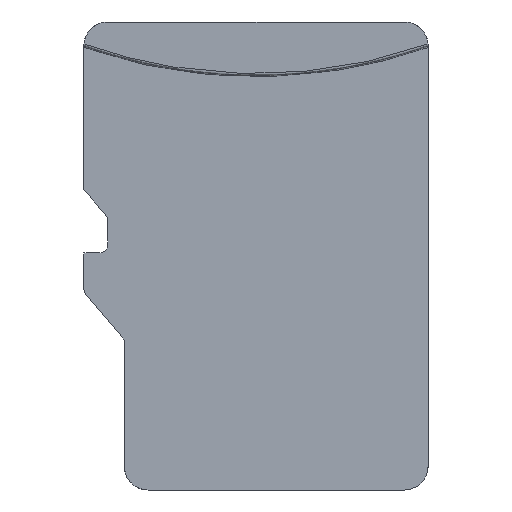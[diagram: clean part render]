
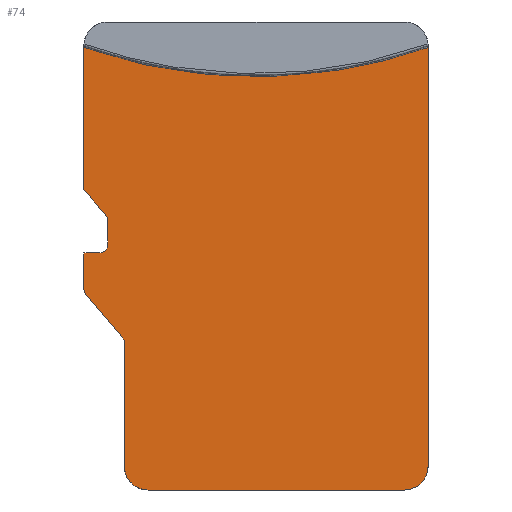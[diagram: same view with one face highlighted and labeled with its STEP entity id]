
A CAD part, front view. The second image highlights one B-rep face of the part: STEP entity #74.
In plain terms, the highlighted planar face has unit normal (0, -1, 0).
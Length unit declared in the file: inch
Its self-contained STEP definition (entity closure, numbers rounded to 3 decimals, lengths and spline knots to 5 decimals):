
#67 = ORIENTED_EDGE ( 'NONE', *, *, #1918, .T. ) ;
#74 = ADVANCED_FACE ( 'NONE', ( #813 ), #2316, .F. ) ;
#78 = CARTESIAN_POINT ( 'NONE',  ( 0.051, 0., -0.4818 ) ) ;
#87 = CARTESIAN_POINT ( 'NONE',  ( 0.435, 0., -0.2958 ) ) ;
#115 = VERTEX_POINT ( 'NONE', #157 ) ;
#123 = VERTEX_POINT ( 'NONE', #739 ) ;
#157 = CARTESIAN_POINT ( 'NONE',  ( 0., 0., -0.03212 ) ) ;
#171 = CARTESIAN_POINT ( 'NONE',  ( 0., 0., -0.03212 ) ) ;
#187 = CIRCLE ( 'NONE', #2047, 0.01 ) ;
#194 = DIRECTION ( 'NONE',  ( 0., -1., 0. ) ) ;
#202 = LINE ( 'NONE', #782, #2237 ) ;
#222 = VECTOR ( 'NONE', #2295, 39.37008 ) ;
#240 = DIRECTION ( 'NONE',  ( 0., -1., 0. ) ) ;
#247 = EDGE_CURVE ( 'NONE', #877, #989, #202, .T. ) ;
#253 = LINE ( 'NONE', #78, #1253 ) ;
#270 = DIRECTION ( 'NONE',  ( 0., 0., -1. ) ) ;
#271 = CARTESIAN_POINT ( 'NONE',  ( 0.00238, 0., -0.3448 ) ) ;
#308 = EDGE_CURVE ( 'NONE', #1976, #411, #2390, .T. ) ;
#312 = DIRECTION ( 'NONE',  ( -1., 0., 0. ) ) ;
#328 = CARTESIAN_POINT ( 'NONE',  ( 0.14215, 0., -0.08217 ) ) ;
#333 = CARTESIAN_POINT ( 'NONE',  ( 0.015, 0., -0.2295 ) ) ;
#351 = CARTESIAN_POINT ( 'NONE',  ( 0.03, 0., -0.247 ) ) ;
#397 = VERTEX_POINT ( 'NONE', #2427 ) ;
#403 = DIRECTION ( 'NONE',  ( 1., 0., 0. ) ) ;
#411 = VERTEX_POINT ( 'NONE', #756 ) ;
#420 = ORIENTED_EDGE ( 'NONE', *, *, #247, .T. ) ;
#421 = DIRECTION ( 'NONE',  ( 1., 0., 0. ) ) ;
#425 = DIRECTION ( 'NONE',  ( 0., 1., 0. ) ) ;
#443 = CARTESIAN_POINT ( 'NONE',  ( 0.03, 0., -0.2645 ) ) ;
#458 = LINE ( 'NONE', #87, #1210 ) ;
#462 = ORIENTED_EDGE ( 'NONE', *, *, #920, .T. ) ;
#488 = VERTEX_POINT ( 'NONE', #1909 ) ;
#490 = VERTEX_POINT ( 'NONE', #1143 ) ;
#514 = DIRECTION ( 'NONE',  ( 0.651, 0., -0.759 ) ) ;
#528 = VERTEX_POINT ( 'NONE', #1751 ) ;
#554 = VECTOR ( 'NONE', #514, 39.37008 ) ;
#633 = CARTESIAN_POINT ( 'NONE',  ( 0., 0., -0.5916 ) ) ;
#643 = DIRECTION ( 'NONE',  ( 1., 0., 0. ) ) ;
#682 = EDGE_CURVE ( 'NONE', #115, #1055, #2259, .T. ) ;
#695 = DIRECTION ( 'NONE',  ( 0., 0., -1. ) ) ;
#728 = CARTESIAN_POINT ( 'NONE',  ( 0.435, 0., -0.03212 ) ) ;
#739 = CARTESIAN_POINT ( 'NONE',  ( 0., 0., -0.33832 ) ) ;
#752 = VECTOR ( 'NONE', #1944, 39.37008 ) ;
#756 = CARTESIAN_POINT ( 'NONE',  ( 0.03, 0., -0.282 ) ) ;
#782 = CARTESIAN_POINT ( 'NONE',  ( 0.02669, 0., -0.3734 ) ) ;
#813 = FACE_OUTER_BOUND ( 'NONE', #1463, .T. ) ;
#822 = LINE ( 'NONE', #1034, #752 ) ;
#841 = LINE ( 'NONE', #1731, #222 ) ;
#877 = VERTEX_POINT ( 'NONE', #271 ) ;
#901 = ORIENTED_EDGE ( 'NONE', *, *, #682, .F. ) ;
#914 = CARTESIAN_POINT ( 'NONE',  ( 0., 0., -0.212 ) ) ;
#920 = EDGE_CURVE ( 'NONE', #397, #1055, #458, .T. ) ;
#982 = VECTOR ( 'NONE', #312, 39.37008 ) ;
#989 = VERTEX_POINT ( 'NONE', #2187 ) ;
#1003 = CARTESIAN_POINT ( 'NONE',  ( 0.02, 0., -0.282 ) ) ;
#1034 = CARTESIAN_POINT ( 'NONE',  ( 0.2175, 0., -0.5916 ) ) ;
#1052 = EDGE_CURVE ( 'NONE', #528, #1498, #1464, .T. ) ;
#1055 = VERTEX_POINT ( 'NONE', #1670 ) ;
#1072 = ORIENTED_EDGE ( 'NONE', *, *, #1318, .T. ) ;
#1100 = AXIS2_PLACEMENT_3D ( 'NONE', #1334, #194, #403 ) ;
#1113 = CARTESIAN_POINT ( 'NONE',  ( 0.01, 0., -0.292 ) ) ;
#1127 = EDGE_CURVE ( 'NONE', #397, #490, #2364, .T. ) ;
#1143 = CARTESIAN_POINT ( 'NONE',  ( 0.405, 0., -0.5916 ) ) ;
#1177 = CIRCLE ( 'NONE', #1100, 0.01 ) ;
#1204 = ORIENTED_EDGE ( 'NONE', *, *, #1521, .T. ) ;
#1210 = VECTOR ( 'NONE', #1938, 39.37008 ) ;
#1231 = ORIENTED_EDGE ( 'NONE', *, *, #308, .T. ) ;
#1248 = AXIS2_PLACEMENT_3D ( 'NONE', #1711, #425, #1344 ) ;
#1253 = VECTOR ( 'NONE', #270, 39.37008 ) ;
#1266 = ORIENTED_EDGE ( 'NONE', *, *, #1127, .F. ) ;
#1293 = CIRCLE ( 'NONE', #2114, 0.03 ) ;
#1299 = LINE ( 'NONE', #2241, #2283 ) ;
#1318 = EDGE_CURVE ( 'NONE', #488, #1397, #1293, .T. ) ;
#1334 = CARTESIAN_POINT ( 'NONE',  ( 0.01, 0., -0.33832 ) ) ;
#1344 = DIRECTION ( 'NONE',  ( 1., 0., 0. ) ) ;
#1374 = DIRECTION ( 'NONE',  ( 0., 0., 1. ) ) ;
#1379 = EDGE_CURVE ( 'NONE', #1742, #1976, #1655, .T. ) ;
#1397 = VERTEX_POINT ( 'NONE', #2406 ) ;
#1463 = EDGE_LOOP ( 'NONE', ( #1072, #2236, #1266, #462, #901, #67, #1729, #1231, #2459, #2138, #1204, #1622, #420, #2394 ) ) ;
#1464 = LINE ( 'NONE', #1113, #982 ) ;
#1498 = VERTEX_POINT ( 'NONE', #2154 ) ;
#1521 = EDGE_CURVE ( 'NONE', #1498, #123, #841, .T. ) ;
#1595 = DIRECTION ( 'NONE',  ( 0., -1., 0. ) ) ;
#1622 = ORIENTED_EDGE ( 'NONE', *, *, #2099, .T. ) ;
#1634 = CARTESIAN_POINT ( 'NONE',  ( 0.29285, 0., -0.08217 ) ) ;
#1655 = LINE ( 'NONE', #333, #554 ) ;
#1670 = CARTESIAN_POINT ( 'NONE',  ( 0.435, 0., -0.03212 ) ) ;
#1711 = CARTESIAN_POINT ( 'NONE',  ( 0.405, 0., -0.5616 ) ) ;
#1716 = VECTOR ( 'NONE', #695, 39.37008 ) ;
#1729 = ORIENTED_EDGE ( 'NONE', *, *, #1379, .T. ) ;
#1731 = CARTESIAN_POINT ( 'NONE',  ( 0., 0., -0.31516 ) ) ;
#1742 = VERTEX_POINT ( 'NONE', #914 ) ;
#1751 = CARTESIAN_POINT ( 'NONE',  ( 0.02, 0., -0.292 ) ) ;
#1885 = DIRECTION ( 'NONE',  ( 0.648, 0., -0.762 ) ) ;
#1909 = CARTESIAN_POINT ( 'NONE',  ( 0.051, 0., -0.5616 ) ) ;
#1918 = EDGE_CURVE ( 'NONE', #115, #1742, #1299, .T. ) ;
#1938 = DIRECTION ( 'NONE',  ( 0., 0., 1. ) ) ;
#1944 = DIRECTION ( 'NONE',  ( -1., 0., 0. ) ) ;
#1956 = CARTESIAN_POINT ( 'NONE',  ( 0.081, 0., -0.5616 ) ) ;
#1976 = VERTEX_POINT ( 'NONE', #351 ) ;
#1989 = AXIS2_PLACEMENT_3D ( 'NONE', #633, #2334, #1374 ) ;
#2047 = AXIS2_PLACEMENT_3D ( 'NONE', #1003, #240, #421 ) ;
#2099 = EDGE_CURVE ( 'NONE', #123, #877, #1177, .T. ) ;
#2114 = AXIS2_PLACEMENT_3D ( 'NONE', #1956, #1595, #643 ) ;
#2138 = ORIENTED_EDGE ( 'NONE', *, *, #1052, .T. ) ;
#2142 = EDGE_CURVE ( 'NONE', #989, #488, #253, .T. ) ;
#2146 = EDGE_CURVE ( 'NONE', #490, #1397, #822, .T. ) ;
#2154 = CARTESIAN_POINT ( 'NONE',  ( 0., 0., -0.292 ) ) ;
#2187 = CARTESIAN_POINT ( 'NONE',  ( 0.051, 0., -0.402 ) ) ;
#2236 = ORIENTED_EDGE ( 'NONE', *, *, #2146, .F. ) ;
#2237 = VECTOR ( 'NONE', #1885, 39.37008 ) ;
#2241 = CARTESIAN_POINT ( 'NONE',  ( 0., 0., -0.121 ) ) ;
#2259 =( BOUNDED_CURVE ( )  B_SPLINE_CURVE ( 3, ( #171, #328, #1634, #728 ),
 .UNSPECIFIED., .F., .F. ) 
 B_SPLINE_CURVE_WITH_KNOTS ( ( 4, 4 ),
 ( 0., 1. ),
 .UNSPECIFIED. ) 
 CURVE ( )  GEOMETRIC_REPRESENTATION_ITEM ( )  RATIONAL_B_SPLINE_CURVE ( ( 0.956, 0.92, 0.92, 0.956 ) ) 
 REPRESENTATION_ITEM ( '' )  );
#2283 = VECTOR ( 'NONE', #2411, 39.37008 ) ;
#2295 = DIRECTION ( 'NONE',  ( 0., 0., -1. ) ) ;
#2304 = EDGE_CURVE ( 'NONE', #528, #411, #187, .T. ) ;
#2316 = PLANE ( 'NONE',  #1989 ) ;
#2334 = DIRECTION ( 'NONE',  ( 0., 1., 0. ) ) ;
#2364 = CIRCLE ( 'NONE', #1248, 0.03 ) ;
#2390 = LINE ( 'NONE', #443, #1716 ) ;
#2394 = ORIENTED_EDGE ( 'NONE', *, *, #2142, .T. ) ;
#2406 = CARTESIAN_POINT ( 'NONE',  ( 0.081, 0., -0.5916 ) ) ;
#2411 = DIRECTION ( 'NONE',  ( 0., 0., -1. ) ) ;
#2427 = CARTESIAN_POINT ( 'NONE',  ( 0.435, 0., -0.5616 ) ) ;
#2459 = ORIENTED_EDGE ( 'NONE', *, *, #2304, .F. ) ;
